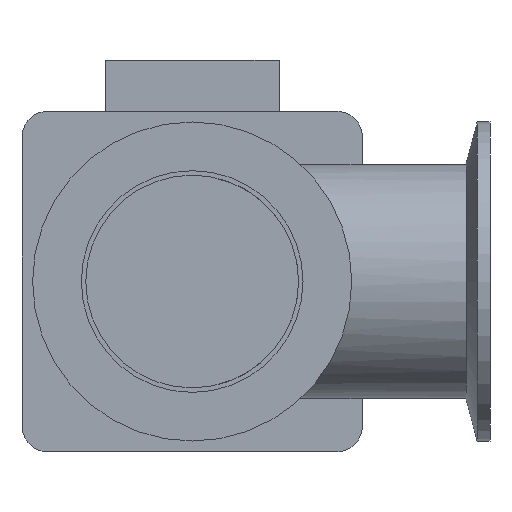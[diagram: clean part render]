
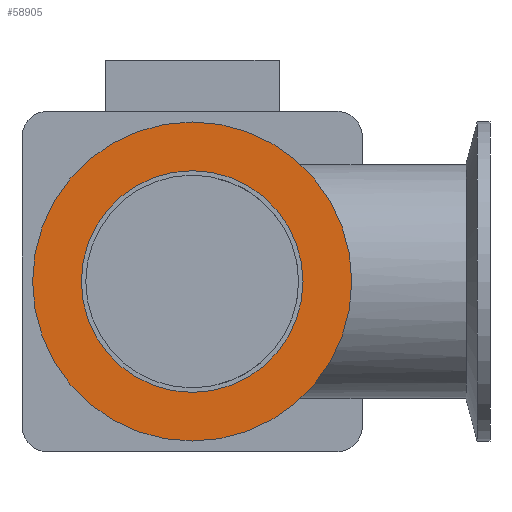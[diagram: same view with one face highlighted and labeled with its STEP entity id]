
A CAD part, front view. The second image highlights one B-rep face of the part: STEP entity #58905.
In plain terms, the highlighted planar face has unit normal (0, -1, 0).
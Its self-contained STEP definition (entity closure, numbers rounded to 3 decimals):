
#562 = DIRECTION ( 'NONE',  ( 0., -1., 0. ) ) ;
#1241 = CARTESIAN_POINT ( 'NONE',  ( 0., -70., 0. ) ) ;
#1618 = DIRECTION ( 'NONE',  ( 0., 0., 1. ) ) ;
#4412 = EDGE_CURVE ( 'NONE', #26010, #55214, #10113, .T. ) ;
#5420 = AXIS2_PLACEMENT_3D ( 'NONE', #1241, #562, #11607 ) ;
#8345 = DIRECTION ( 'NONE',  ( 0., 0., 1. ) ) ;
#8385 = ORIENTED_EDGE ( 'NONE', *, *, #56179, .T. ) ;
#9068 = VERTEX_POINT ( 'NONE', #47551 ) ;
#9417 = CARTESIAN_POINT ( 'NONE',  ( 0., -70., 0. ) ) ;
#10113 = CIRCLE ( 'NONE', #55944, 26.05 ) ;
#11607 = DIRECTION ( 'NONE',  ( 0., 0., -1. ) ) ;
#18286 = AXIS2_PLACEMENT_3D ( 'NONE', #61715, #66065, #61062 ) ;
#19836 = ORIENTED_EDGE ( 'NONE', *, *, #23258, .T. ) ;
#20027 = AXIS2_PLACEMENT_3D ( 'NONE', #9417, #44462, #65167 ) ;
#20346 = PLANE ( 'NONE',  #18286 ) ;
#20501 = EDGE_LOOP ( 'NONE', ( #20818, #45693 ) ) ;
#20818 = ORIENTED_EDGE ( 'NONE', *, *, #4412, .T. ) ;
#23258 = EDGE_CURVE ( 'NONE', #9068, #52982, #65857, .T. ) ;
#23389 = DIRECTION ( 'NONE',  ( 0., 1., 0. ) ) ;
#26010 = VERTEX_POINT ( 'NONE', #28312 ) ;
#28312 = CARTESIAN_POINT ( 'NONE',  ( 0., -70., 26.05 ) ) ;
#29371 = CARTESIAN_POINT ( 'NONE',  ( 0., -70., 0. ) ) ;
#35958 = CIRCLE ( 'NONE', #39128, 26.05 ) ;
#37470 = EDGE_LOOP ( 'NONE', ( #19836, #8385 ) ) ;
#39128 = AXIS2_PLACEMENT_3D ( 'NONE', #29371, #23389, #8345 ) ;
#42041 = CARTESIAN_POINT ( 'NONE',  ( 0., -70., 0. ) ) ;
#44462 = DIRECTION ( 'NONE',  ( 0., -1., 0. ) ) ;
#45693 = ORIENTED_EDGE ( 'NONE', *, *, #64167, .T. ) ;
#45698 = FACE_OUTER_BOUND ( 'NONE', #37470, .T. ) ;
#47551 = CARTESIAN_POINT ( 'NONE',  ( 0., -70., -37.5 ) ) ;
#49239 = CARTESIAN_POINT ( 'NONE',  ( 0., -70., 37.5 ) ) ;
#51221 = CARTESIAN_POINT ( 'NONE',  ( 0., -70., -26.05 ) ) ;
#52982 = VERTEX_POINT ( 'NONE', #49239 ) ;
#53381 = CIRCLE ( 'NONE', #5420, 37.5 ) ;
#55214 = VERTEX_POINT ( 'NONE', #51221 ) ;
#55944 = AXIS2_PLACEMENT_3D ( 'NONE', #42041, #62407, #1618 ) ;
#56179 = EDGE_CURVE ( 'NONE', #52982, #9068, #53381, .T. ) ;
#57356 = FACE_BOUND ( 'NONE', #20501, .T. ) ;
#58905 = ADVANCED_FACE ( 'NONE', ( #57356, #45698 ), #20346, .F. ) ;
#61062 = DIRECTION ( 'NONE',  ( 0., 0., 1. ) ) ;
#61715 = CARTESIAN_POINT ( 'NONE',  ( 0., -70., 0. ) ) ;
#62407 = DIRECTION ( 'NONE',  ( 0., 1., 0. ) ) ;
#64167 = EDGE_CURVE ( 'NONE', #55214, #26010, #35958, .T. ) ;
#65167 = DIRECTION ( 'NONE',  ( 0., 0., -1. ) ) ;
#65857 = CIRCLE ( 'NONE', #20027, 37.5 ) ;
#66065 = DIRECTION ( 'NONE',  ( 0., 1., 0. ) ) ;
